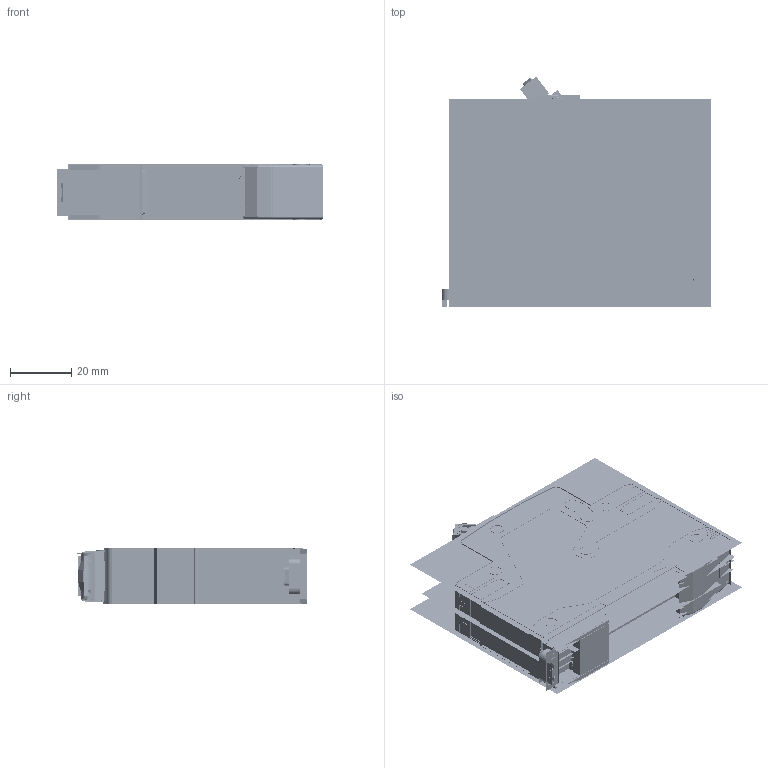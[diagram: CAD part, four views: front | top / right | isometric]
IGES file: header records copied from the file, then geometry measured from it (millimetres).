
Start section:  PTC IGES file: NB1-63DC.igs
Global section: file name: NB1-63DC.igs; native system: Pro/ENGINEER by Parametric Technology Corporation; preprocessor: 2009460; author: tubing; organization: Unknown; date: 20170406.105245; units: millimetre
Bounding box: 87.75 x 75.25 x 18.51 mm (x, y, z)
Surface area: 1513799.3 mm2 (no closed solid volume)
Topology: 0 solids, 0 shells, 9196 faces, 158782 edges, 203127 vertices
Faces by surface type: bspline 6842, revolution 2282, extrusion 72
